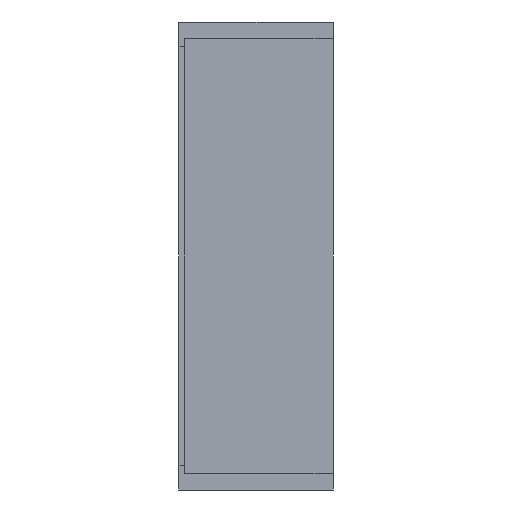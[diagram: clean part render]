
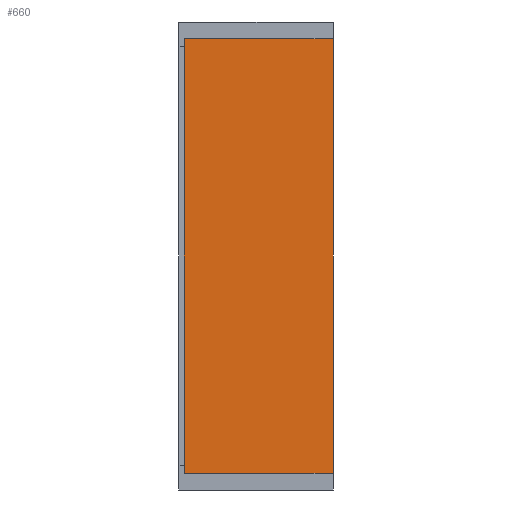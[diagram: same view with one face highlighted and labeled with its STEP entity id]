
A CAD part, left-side view. The second image highlights one B-rep face of the part: STEP entity #660.
In plain terms, the highlighted planar face has unit normal (-1, 0, 0).
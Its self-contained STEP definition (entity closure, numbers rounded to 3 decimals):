
#10=DIRECTION('',(0.,-1.,0.));
#11=VECTOR('',#10,27.);
#12=CARTESIAN_POINT('',(166.151,27.,61.581));
#13=LINE('',#12,#11);
#62=DIRECTION('',(0.,0.,1.));
#63=VECTOR('',#62,79.);
#64=CARTESIAN_POINT('',(166.151,27.,-17.419));
#65=LINE('',#64,#63);
#226=DIRECTION('',(0.,1.,0.));
#227=VECTOR('',#226,27.);
#228=CARTESIAN_POINT('',(166.151,0.,-17.419));
#229=LINE('',#228,#227);
#230=DIRECTION('',(0.,0.,1.));
#231=VECTOR('',#230,79.);
#232=CARTESIAN_POINT('',(166.151,0.,-17.419));
#233=LINE('',#232,#231);
#242=CARTESIAN_POINT('',(166.151,27.,61.581));
#243=CARTESIAN_POINT('',(166.151,0.,61.581));
#244=VERTEX_POINT('',#242);
#245=VERTEX_POINT('',#243);
#250=CARTESIAN_POINT('',(166.151,0.,-17.419));
#251=CARTESIAN_POINT('',(166.151,27.,-17.419));
#252=VERTEX_POINT('',#250);
#253=VERTEX_POINT('',#251);
#649=CARTESIAN_POINT('',(166.151,0.,61.581));
#650=DIRECTION('',(1.,0.,0.));
#651=DIRECTION('',(0.,0.,-1.));
#652=AXIS2_PLACEMENT_3D('',#649,#650,#651);
#653=PLANE('',#652);
#654=ORIENTED_EDGE('',*,*,#643,.T.);
#655=ORIENTED_EDGE('',*,*,#411,.T.);
#656=ORIENTED_EDGE('',*,*,#331,.T.);
#657=ORIENTED_EDGE('',*,*,#481,.F.);
#658=EDGE_LOOP('',(#654,#655,#656,#657));
#659=FACE_OUTER_BOUND('',#658,.F.);
#660=ADVANCED_FACE('',(#659),#653,.F.);
#331=EDGE_CURVE('',#244,#245,#13,.T.);
#411=EDGE_CURVE('',#253,#244,#65,.T.);
#481=EDGE_CURVE('',#252,#245,#233,.T.);
#643=EDGE_CURVE('',#252,#253,#229,.T.);
